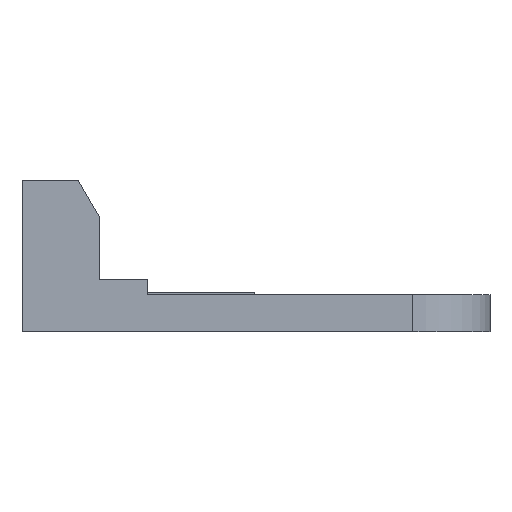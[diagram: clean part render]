
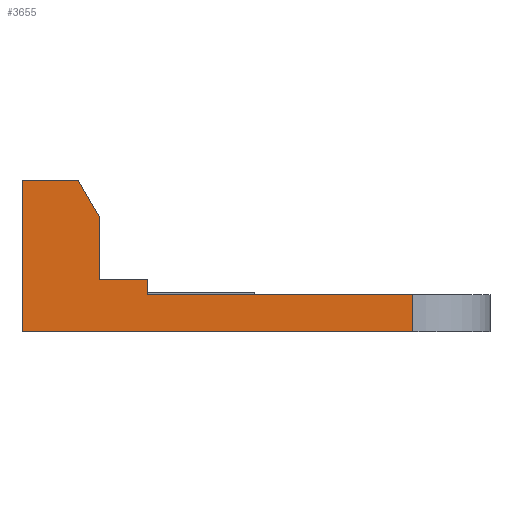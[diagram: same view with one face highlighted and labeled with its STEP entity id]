
A CAD part, left-side view. The second image highlights one B-rep face of the part: STEP entity #3655.
In plain terms, the highlighted planar face has unit normal (-1, 0, 0).
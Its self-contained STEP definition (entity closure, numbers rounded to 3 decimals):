
#3616=AXIS2_PLACEMENT_3D('Plane Axis2P3D',#3613,#3614,#3615) ;
#254=CARTESIAN_POINT('Line Origine',(0.,3.1,1.36)) ;
#258=CARTESIAN_POINT('Vertex',(0.,3.1,0.)) ;
#260=CARTESIAN_POINT('Vertex',(0.,3.1,1.5)) ;
#2324=CARTESIAN_POINT('Vertex',(0.,18.8,0.)) ;
#2327=CARTESIAN_POINT('Line Origine',(0.,18.8,3.05)) ;
#2331=CARTESIAN_POINT('Vertex',(0.,18.8,6.1)) ;
#2522=CARTESIAN_POINT('Vertex',(0.,15.7,4.635)) ;
#2525=CARTESIAN_POINT('Line Origine',(0.,15.7,3.38)) ;
#2529=CARTESIAN_POINT('Vertex',(0.,15.7,2.125)) ;
#3210=CARTESIAN_POINT('Line Origine',(0.,14.725,2.125)) ;
#3214=CARTESIAN_POINT('Vertex',(0.,13.75,2.125)) ;
#3466=CARTESIAN_POINT('Line Origine',(0.,17.673,6.1)) ;
#3470=CARTESIAN_POINT('Vertex',(0.,16.546,6.1)) ;
#3490=CARTESIAN_POINT('Line Origine',(0.,16.123,5.368)) ;
#3502=CARTESIAN_POINT('Line Origine',(0.,13.75,1.813)) ;
#3506=CARTESIAN_POINT('Vertex',(0.,13.75,1.5)) ;
#3613=CARTESIAN_POINT('Axis2P3D Location',(0.,18.8,0.)) ;
#3618=CARTESIAN_POINT('Line Origine',(0.,6.4,0.)) ;
#3622=CARTESIAN_POINT('Vertex',(0.,9.7,0.)) ;
#3625=CARTESIAN_POINT('Line Origine',(0.,6.4,1.5)) ;
#3629=CARTESIAN_POINT('Vertex',(0.,9.7,1.5)) ;
#3632=CARTESIAN_POINT('Line Origine',(0.,11.725,1.5)) ;
#3637=CARTESIAN_POINT('Line Origine',(0.,14.25,0.)) ;
#255=DIRECTION('Vector Direction',(0.,0.,-1.)) ;
#2328=DIRECTION('Vector Direction',(0.,0.,1.)) ;
#2526=DIRECTION('Vector Direction',(0.,0.,1.)) ;
#3211=DIRECTION('Vector Direction',(0.,-1.,0.)) ;
#3467=DIRECTION('Vector Direction',(0.,-1.,0.)) ;
#3491=DIRECTION('Vector Direction',(0.,-0.5,-0.866)) ;
#3503=DIRECTION('Vector Direction',(0.,0.,1.)) ;
#3614=DIRECTION('Axis2P3D Direction',(1.,0.,0.)) ;
#3615=DIRECTION('Axis2P3D XDirection',(0.,1.,0.)) ;
#3619=DIRECTION('Vector Direction',(0.,-1.,0.)) ;
#3626=DIRECTION('Vector Direction',(0.,1.,0.)) ;
#3633=DIRECTION('Vector Direction',(0.,-1.,0.)) ;
#3638=DIRECTION('Vector Direction',(0.,-1.,0.)) ;
#256=VECTOR('Line Direction',#255,1.) ;
#2329=VECTOR('Line Direction',#2328,1.) ;
#2527=VECTOR('Line Direction',#2526,1.) ;
#3212=VECTOR('Line Direction',#3211,1.) ;
#3468=VECTOR('Line Direction',#3467,1.) ;
#3492=VECTOR('Line Direction',#3491,1.) ;
#3504=VECTOR('Line Direction',#3503,1.) ;
#3620=VECTOR('Line Direction',#3619,1.) ;
#3627=VECTOR('Line Direction',#3626,1.) ;
#3634=VECTOR('Line Direction',#3633,1.) ;
#3639=VECTOR('Line Direction',#3638,1.) ;
#3643=ORIENTED_EDGE('',*,*,#3624,.F.) ;
#3644=ORIENTED_EDGE('',*,*,#262,.T.) ;
#3645=ORIENTED_EDGE('',*,*,#3631,.T.) ;
#3646=ORIENTED_EDGE('',*,*,#3636,.F.) ;
#3647=ORIENTED_EDGE('',*,*,#3508,.F.) ;
#3648=ORIENTED_EDGE('',*,*,#3216,.F.) ;
#3649=ORIENTED_EDGE('',*,*,#2531,.F.) ;
#3650=ORIENTED_EDGE('',*,*,#3494,.F.) ;
#3651=ORIENTED_EDGE('',*,*,#3472,.F.) ;
#3652=ORIENTED_EDGE('',*,*,#2333,.F.) ;
#3653=ORIENTED_EDGE('',*,*,#3641,.F.) ;
#3655=ADVANCED_FACE('ISTE WKS1/4.1\\Isolierteil',(#3654),#3617,.F.) ;
#262=EDGE_CURVE('',#259,#261,#257,.F.) ;
#2333=EDGE_CURVE('',#2325,#2332,#2330,.T.) ;
#2531=EDGE_CURVE('',#2523,#2530,#2528,.F.) ;
#3216=EDGE_CURVE('',#2530,#3215,#3213,.T.) ;
#3472=EDGE_CURVE('',#2332,#3471,#3469,.T.) ;
#3494=EDGE_CURVE('',#3471,#2523,#3493,.T.) ;
#3508=EDGE_CURVE('',#3215,#3507,#3505,.F.) ;
#3624=EDGE_CURVE('',#259,#3623,#3621,.F.) ;
#3631=EDGE_CURVE('',#261,#3630,#3628,.T.) ;
#3636=EDGE_CURVE('',#3507,#3630,#3635,.T.) ;
#3641=EDGE_CURVE('',#3623,#2325,#3640,.F.) ;
#3642=EDGE_LOOP('',(#3643,#3644,#3645,#3646,#3647,#3648,#3649,#3650,#3651,#3652,#3653)) ;
#3654=FACE_OUTER_BOUND('',#3642,.T.) ;
#257=LINE('Line',#254,#256) ;
#2330=LINE('Line',#2327,#2329) ;
#2528=LINE('Line',#2525,#2527) ;
#3213=LINE('Line',#3210,#3212) ;
#3469=LINE('Line',#3466,#3468) ;
#3493=LINE('Line',#3490,#3492) ;
#3505=LINE('Line',#3502,#3504) ;
#3621=LINE('Line',#3618,#3620) ;
#3628=LINE('Line',#3625,#3627) ;
#3635=LINE('Line',#3632,#3634) ;
#3640=LINE('Line',#3637,#3639) ;
#3617=PLANE('',#3616) ;
#259=VERTEX_POINT('',#258) ;
#261=VERTEX_POINT('',#260) ;
#2325=VERTEX_POINT('',#2324) ;
#2332=VERTEX_POINT('',#2331) ;
#2523=VERTEX_POINT('',#2522) ;
#2530=VERTEX_POINT('',#2529) ;
#3215=VERTEX_POINT('',#3214) ;
#3471=VERTEX_POINT('',#3470) ;
#3507=VERTEX_POINT('',#3506) ;
#3623=VERTEX_POINT('',#3622) ;
#3630=VERTEX_POINT('',#3629) ;
